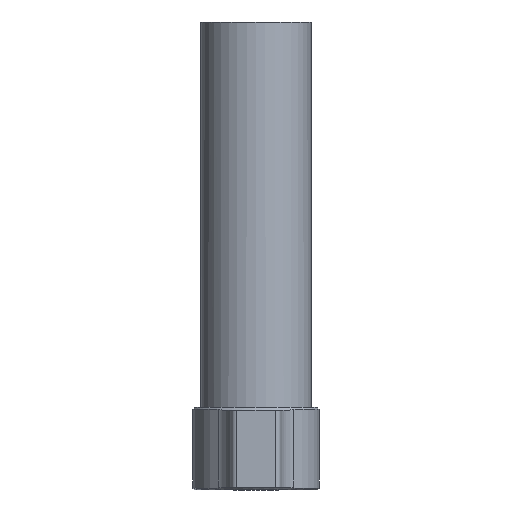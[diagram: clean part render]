
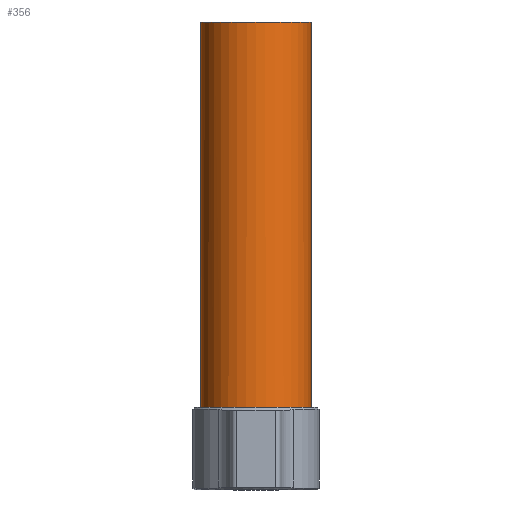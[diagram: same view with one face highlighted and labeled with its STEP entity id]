
A CAD part, front view. The second image highlights one B-rep face of the part: STEP entity #356.
In plain terms, the highlighted cylindrical face has radius 10 mm (diameter 20 mm), a full revolution.
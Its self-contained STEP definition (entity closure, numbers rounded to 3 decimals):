
#206=EDGE_CURVE('Unnamed[1]',#435,#436,#535,.T.);
#255=EDGE_CURVE('Unnamed[1]',#530,#529,#610,.T.);
#310=EDGE_CURVE('Unnamed[1]',#529,#435,#684,.T.);
#356=ADVANCED_FACE('Unnamed[1]',(#744,#745),#746,.T.);
#393=EDGE_CURVE('Unnamed[1]',#436,#530,#789,.T.);
#395=EDGE_CURVE('Unnamed[1]',#791,#791,#792,.T.);
#435=VERTEX_POINT('',#827);
#436=VERTEX_POINT('',#828);
#529=VERTEX_POINT('',#1282);
#530=VERTEX_POINT('',#1283);
#535=CIRCLE('',#1292,10.0);
#610=ELLIPSE('',#1452,14.142,10.0);
#684=LINE('',#1555,#1556);
#744=FACE_BOUND('',#1677,.T.);
#745=FACE_BOUND('',#1678,.T.);
#746=CYLINDRICAL_SURFACE('',#1679,10.0);
#789=LINE('',#1963,#1964);
#791=VERTEX_POINT('',#1967);
#792=CIRCLE('',#1968,10.0);
#827=CARTESIAN_POINT('',(3.8,9.25,0.));
#828=CARTESIAN_POINT('',(-3.8,9.25,0.));
#1282=CARTESIAN_POINT('',(3.8,9.25,-65.));
#1283=CARTESIAN_POINT('',(-3.8,9.25,-65.));
#1292=AXIS2_PLACEMENT_3D('',#2140,#2141,#2142);
#1452=AXIS2_PLACEMENT_3D('',#2225,#2226,#2227);
#1555=CARTESIAN_POINT('',(3.8,9.25,-32.5));
#1556=VECTOR('',#2319,1.0);
#1677=EDGE_LOOP('',(#2385,#2386,#2387,#2388));
#1678=EDGE_LOOP('',(#2389));
#1679=AXIS2_PLACEMENT_3D('',#2390,#2391,#2392);
#1963=CARTESIAN_POINT('',(-3.8,9.25,-32.5));
#1964=VECTOR('',#2430,1.0);
#1967=CARTESIAN_POINT('',(0.,10.0,-70.0));
#1968=AXIS2_PLACEMENT_3D('',#2431,#2432,#2433);
#2140=CARTESIAN_POINT('',(0.,0.,0.));
#2141=DIRECTION('',(0.,0.,-1.0));
#2142=DIRECTION('',(0.,1.0,0.));
#2225=CARTESIAN_POINT('',(0.,0.,-55.75));
#2226=DIRECTION('',(0.,-0.707,-0.707));
#2227=DIRECTION('',(0.,0.707,-0.707));
#2319=DIRECTION('',(0.,0.,1.0));
#2385=ORIENTED_EDGE('',*,*,#393,.T.);
#2386=ORIENTED_EDGE('',*,*,#255,.T.);
#2387=ORIENTED_EDGE('',*,*,#310,.T.);
#2388=ORIENTED_EDGE('',*,*,#206,.T.);
#2389=ORIENTED_EDGE('',*,*,#395,.F.);
#2390=CARTESIAN_POINT('',(0.,0.,-35.));
#2391=DIRECTION('',(0.,0.,-1.0));
#2392=DIRECTION('',(0.,1.0,0.));
#2430=DIRECTION('',(0.,0.,-1.0));
#2431=CARTESIAN_POINT('',(0.,0.,-70.0));
#2432=DIRECTION('',(0.,0.,-1.0));
#2433=DIRECTION('',(0.,1.0,0.));
